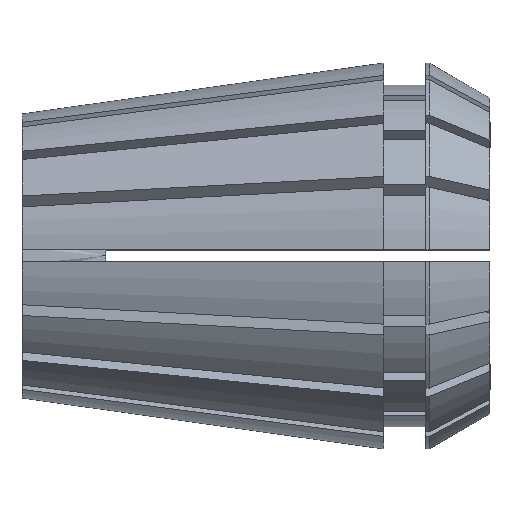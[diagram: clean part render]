
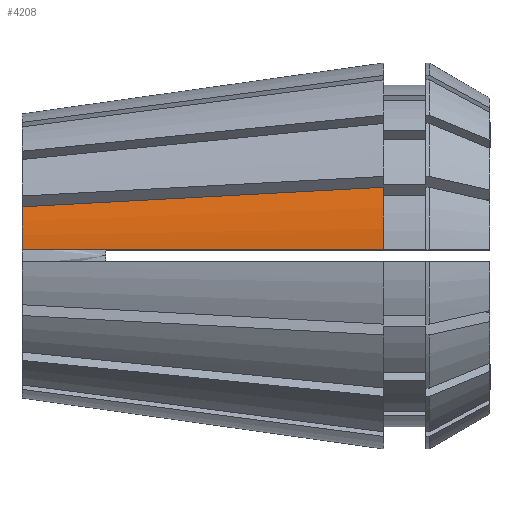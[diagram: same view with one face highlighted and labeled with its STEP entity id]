
A CAD part, top view. The second image highlights one B-rep face of the part: STEP entity #4208.
In plain terms, the highlighted conical face has half-angle 8 degrees and reference radius 16.5 mm.
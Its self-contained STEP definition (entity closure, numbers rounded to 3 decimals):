
#16 = CARTESIAN_POINT ( 'NONE',  ( 1.338, 0.5, 12.336 ) ) ;
#30 = CARTESIAN_POINT ( 'NONE',  ( 0., 0.5, 12.147 ) ) ;
#50 = CONICAL_SURFACE ( 'NONE', #2902, 16.5, 0.14 ) ;
#86 = EDGE_CURVE ( 'NONE', #2607, #4774, #2825, .T. ) ;
#145 = EDGE_CURVE ( 'NONE', #2607, #3475, #1009, .T. ) ;
#216 = EDGE_LOOP ( 'NONE', ( #3860, #1631, #371, #4155 ) ) ;
#243 = DIRECTION ( 'NONE',  ( 1., 0., 0. ) ) ;
#371 = ORIENTED_EDGE ( 'NONE', *, *, #86, .F. ) ;
#514 = CARTESIAN_POINT ( 'NONE',  ( 30.9, 0., 0. ) ) ;
#546 = DIRECTION ( 'NONE',  ( 0., 0., 1. ) ) ;
#615 = DIRECTION ( 'NONE',  ( -1., 0., 0. ) ) ;
#616 = EDGE_CURVE ( 'NONE', #4774, #3698, #4482, .T. ) ;
#892 = AXIS2_PLACEMENT_3D ( 'NONE', #2807, #615, #546 ) ;
#1009 = CIRCLE ( 'NONE', #3829, 16.5 ) ;
#1071 = CARTESIAN_POINT ( 'NONE',  ( 30.9, 5.85, 15.429 ) ) ;
#1126 = EDGE_CURVE ( 'NONE', #3698, #3475, #4946, .T. ) ;
#1179 = CARTESIAN_POINT ( 'NONE',  ( 21.136, 5.324, 14.16 ) ) ;
#1328 = CARTESIAN_POINT ( 'NONE',  ( 11.388, 0.5, 13.749 ) ) ;
#1407 = DIRECTION ( 'NONE',  ( -1., 0., 0. ) ) ;
#1631 = ORIENTED_EDGE ( 'NONE', *, *, #616, .F. ) ;
#1728 = CARTESIAN_POINT ( 'NONE',  ( 0., 0.5, 12.147 ) ) ;
#1805 = CARTESIAN_POINT ( 'NONE',  ( 18.76, 0.5, 14.786 ) ) ;
#2245 = CARTESIAN_POINT ( 'NONE',  ( 26.133, 0.5, 15.822 ) ) ;
#2260 = CARTESIAN_POINT ( 'NONE',  ( 29.311, 0.5, 16.269 ) ) ;
#2446 = CARTESIAN_POINT ( 'NONE',  ( 30.9, 0., 0. ) ) ;
#2607 = VERTEX_POINT ( 'NONE', #3998 ) ;
#2697 = CARTESIAN_POINT ( 'NONE',  ( 4.015, 0.5, 12.712 ) ) ;
#2793 = DIRECTION ( 'NONE',  ( 0., 0., 1. ) ) ;
#2807 = CARTESIAN_POINT ( 'NONE',  ( 0., 0., 0. ) ) ;
#2825 = B_SPLINE_CURVE_WITH_KNOTS ( 'NONE', 3,
 ( #4050, #2260, #4952, #2245, #1805, #1328, #2697, #4973, #16, #30 ),
 .UNSPECIFIED., .F., .F.,
 ( 4, 3, 3, 4 ),
 ( 0.06, 0.064, 0.087, 0.091 ),
 .UNSPECIFIED. ) ;
#2902 = AXIS2_PLACEMENT_3D ( 'NONE', #2446, #243, #3381 ) ;
#3008 = CARTESIAN_POINT ( 'NONE',  ( 27.645, 5.674, 15.006 ) ) ;
#3381 = DIRECTION ( 'NONE',  ( 0., 0., -1. ) ) ;
#3434 = CARTESIAN_POINT ( 'NONE',  ( 0., 4.187, 11.414 ) ) ;
#3475 = VERTEX_POINT ( 'NONE', #1071 ) ;
#3698 = VERTEX_POINT ( 'NONE', #3434 ) ;
#3829 = AXIS2_PLACEMENT_3D ( 'NONE', #514, #1407, #2793 ) ;
#3860 = ORIENTED_EDGE ( 'NONE', *, *, #1126, .F. ) ;
#3998 = CARTESIAN_POINT ( 'NONE',  ( 30.9, 0.5, 16.493 ) ) ;
#4050 = CARTESIAN_POINT ( 'NONE',  ( 30.9, 0.5, 16.493 ) ) ;
#4155 = ORIENTED_EDGE ( 'NONE', *, *, #145, .T. ) ;
#4208 = ADVANCED_FACE ( 'NONE', ( #5396 ), #50, .T. ) ;
#4365 = CARTESIAN_POINT ( 'NONE',  ( 24.391, 5.499, 14.583 ) ) ;
#4482 = CIRCLE ( 'NONE', #892, 12.158 ) ;
#4774 = VERTEX_POINT ( 'NONE', #1728 ) ;
#4946 = B_SPLINE_CURVE_WITH_KNOTS ( 'NONE', 3,
 ( #5626, #5214, #5151, #1179, #4365, #3008, #5254 ),
 .UNSPECIFIED., .F., .F.,
 ( 4, 3, 4 ),
 ( 0., 0.021, 0.031 ),
 .UNSPECIFIED. ) ;
#4952 = CARTESIAN_POINT ( 'NONE',  ( 27.722, 0.5, 16.046 ) ) ;
#4973 = CARTESIAN_POINT ( 'NONE',  ( 2.677, 0.5, 12.524 ) ) ;
#5151 = CARTESIAN_POINT ( 'NONE',  ( 14.091, 4.945, 13.245 ) ) ;
#5214 = CARTESIAN_POINT ( 'NONE',  ( 7.045, 4.566, 12.33 ) ) ;
#5254 = CARTESIAN_POINT ( 'NONE',  ( 30.9, 5.85, 15.429 ) ) ;
#5396 = FACE_OUTER_BOUND ( 'NONE', #216, .T. ) ;
#5626 = CARTESIAN_POINT ( 'NONE',  ( 0., 4.187, 11.414 ) ) ;
